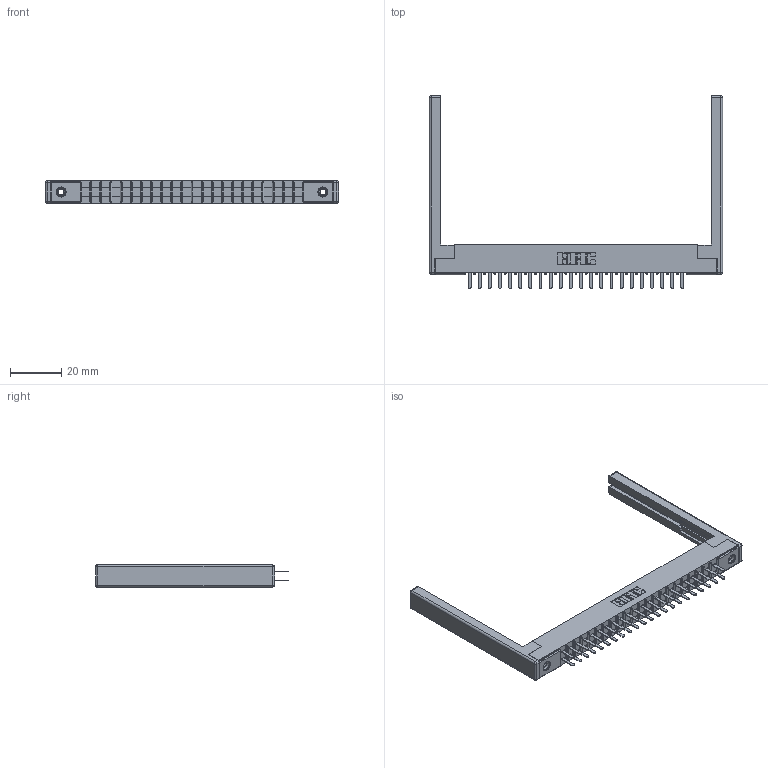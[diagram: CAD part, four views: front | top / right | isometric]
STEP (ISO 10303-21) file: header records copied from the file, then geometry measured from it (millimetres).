
FILE_DESCRIPTION (( 'STEP AP203' ), '1' );
FILE_NAME ('355-044-520-268.STEP', '2019-09-11T14:07:12', ( '' ), ( '' ), 'SwSTEP 2.0', 'SolidWorks 2016', '' );
FILE_SCHEMA (( 'CONFIG_CONTROL_DESIGN' ));
Length unit declared in the file: inch
Products named in the file (5): 345-250-001_345-250-001-102; 307-220-068; 305 Part_.156 Dia; 355-044-520-268; 305-290-001_520
Assembly tree (49 placements, depth 2):
  355-044-520-268
    305 Part_.156 Dia
    305-290-001_520  x44
    345-250-001_345-250-001-102  x2
    307-220-068  x2
Bounding box: 114.6 x 75.39 x 8.71 mm (x, y, z)
Volume: 11753.3 mm3; surface area: 17634.2 mm2
Topology: 49 solids, 49 shells, 2294 faces, 6492 edges, 4188 vertices
Faces by surface type: plane 1344, cylinder 838, sphere 96, cone 12, torus 4
Entity records: 28894 total; most frequent: CARTESIAN_POINT 4753, ORIENTED_EDGE 4706, DIRECTION 4633, EDGE_CURVE 2353, VECTOR 1873, LINE 1873, VERTEX_POINT 1500, AXIS2_PLACEMENT_3D 1380
